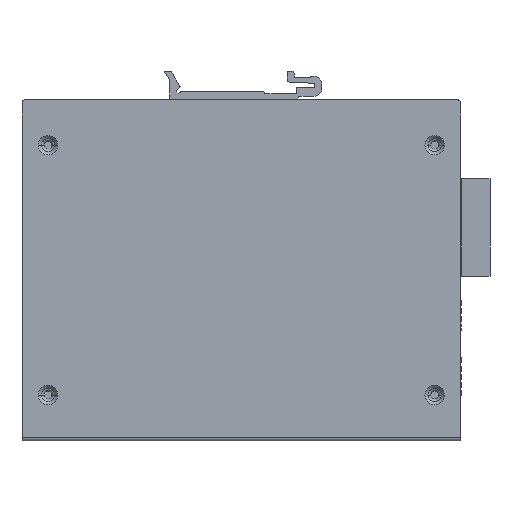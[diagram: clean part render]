
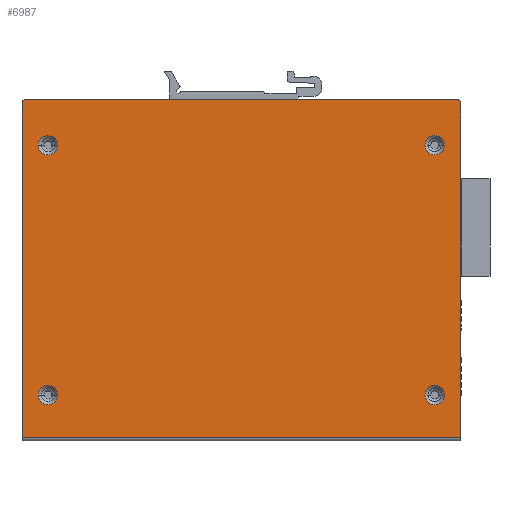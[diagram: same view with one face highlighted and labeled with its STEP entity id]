
A CAD part, front view. The second image highlights one B-rep face of the part: STEP entity #6987.
In plain terms, the highlighted planar face has unit normal (0, -1, 0).
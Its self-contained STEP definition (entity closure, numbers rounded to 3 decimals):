
#5081=DIRECTION('',(-1.,0.,0.));
#5082=VECTOR('',#5081,135.);
#5083=CARTESIAN_POINT('',(66.66,-2.1,-52.7));
#5084=LINE('',#5083,#5082);
#5164=DIRECTION('',(0.,0.,-1.));
#5165=VECTOR('',#5164,103.);
#5166=CARTESIAN_POINT('',(-68.34,-2.1,50.3));
#5167=LINE('',#5166,#5165);
#5168=CARTESIAN_POINT('',(-67.34,-2.1,50.3));
#5169=DIRECTION('',(0.,-1.,0.));
#5170=DIRECTION('',(0.,0.,1.));
#5171=AXIS2_PLACEMENT_3D('',#5168,#5169,#5170);
#5173=DIRECTION('',(-1.,0.,0.));
#5174=VECTOR('',#5173,133.);
#5175=CARTESIAN_POINT('',(65.66,-2.1,51.3));
#5176=LINE('',#5175,#5174);
#5177=CARTESIAN_POINT('',(65.66,-2.1,50.3));
#5178=DIRECTION('',(0.,-1.,0.));
#5179=DIRECTION('',(1.,0.,0.));
#5180=AXIS2_PLACEMENT_3D('',#5177,#5178,#5179);
#5182=CARTESIAN_POINT('',(58.66,-2.1,-39.6));
#5183=DIRECTION('',(0.,1.,0.));
#5184=DIRECTION('',(1.,0.,0.));
#5185=AXIS2_PLACEMENT_3D('',#5182,#5183,#5184);
#5187=CARTESIAN_POINT('',(58.66,-2.1,-39.6));
#5188=DIRECTION('',(0.,1.,0.));
#5189=DIRECTION('',(-1.,0.,0.));
#5190=AXIS2_PLACEMENT_3D('',#5187,#5188,#5189);
#5192=CARTESIAN_POINT('',(-60.34,-2.1,-39.6));
#5193=DIRECTION('',(0.,1.,0.));
#5194=DIRECTION('',(1.,0.,0.));
#5195=AXIS2_PLACEMENT_3D('',#5192,#5193,#5194);
#5197=CARTESIAN_POINT('',(-60.34,-2.1,-39.6));
#5198=DIRECTION('',(0.,1.,0.));
#5199=DIRECTION('',(-1.,0.,0.));
#5200=AXIS2_PLACEMENT_3D('',#5197,#5198,#5199);
#5202=CARTESIAN_POINT('',(58.66,-2.1,37.3));
#5203=DIRECTION('',(0.,1.,0.));
#5204=DIRECTION('',(1.,0.,0.));
#5205=AXIS2_PLACEMENT_3D('',#5202,#5203,#5204);
#5207=CARTESIAN_POINT('',(58.66,-2.1,37.3));
#5208=DIRECTION('',(0.,1.,0.));
#5209=DIRECTION('',(-1.,0.,0.));
#5210=AXIS2_PLACEMENT_3D('',#5207,#5208,#5209);
#5212=CARTESIAN_POINT('',(-60.34,-2.1,37.3));
#5213=DIRECTION('',(0.,1.,0.));
#5214=DIRECTION('',(1.,0.,0.));
#5215=AXIS2_PLACEMENT_3D('',#5212,#5213,#5214);
#5217=CARTESIAN_POINT('',(-60.34,-2.1,37.3));
#5218=DIRECTION('',(0.,1.,0.));
#5219=DIRECTION('',(-1.,0.,0.));
#5220=AXIS2_PLACEMENT_3D('',#5217,#5218,#5219);
#5230=DIRECTION('',(0.,0.,-1.));
#5231=VECTOR('',#5230,103.);
#5232=CARTESIAN_POINT('',(66.66,-2.1,50.3));
#5233=LINE('',#5232,#5231);
#6240=CARTESIAN_POINT('',(66.66,-2.1,-52.7));
#6241=VERTEX_POINT('',#6240);
#6274=CARTESIAN_POINT('',(-68.34,-2.1,-52.7));
#6275=VERTEX_POINT('',#6274);
#6278=CARTESIAN_POINT('',(66.66,-2.1,50.3));
#6279=VERTEX_POINT('',#6278);
#6300=CARTESIAN_POINT('',(61.66,-2.1,-39.6));
#6301=CARTESIAN_POINT('',(55.66,-2.1,-39.6));
#6302=VERTEX_POINT('',#6300);
#6303=VERTEX_POINT('',#6301);
#6304=CARTESIAN_POINT('',(-68.34,-2.1,50.3));
#6305=VERTEX_POINT('',#6304);
#6334=CARTESIAN_POINT('',(-57.34,-2.1,-39.6));
#6335=CARTESIAN_POINT('',(-63.34,-2.1,-39.6));
#6336=VERTEX_POINT('',#6334);
#6337=VERTEX_POINT('',#6335);
#6338=CARTESIAN_POINT('',(65.66,-2.1,51.3));
#6339=VERTEX_POINT('',#6338);
#6340=CARTESIAN_POINT('',(-67.34,-2.1,51.3));
#6341=VERTEX_POINT('',#6340);
#6368=CARTESIAN_POINT('',(61.66,-2.1,37.3));
#6369=CARTESIAN_POINT('',(55.66,-2.1,37.3));
#6370=VERTEX_POINT('',#6368);
#6371=VERTEX_POINT('',#6369);
#6392=CARTESIAN_POINT('',(-57.34,-2.1,37.3));
#6393=CARTESIAN_POINT('',(-63.34,-2.1,37.3));
#6394=VERTEX_POINT('',#6392);
#6395=VERTEX_POINT('',#6393);
#6947=CARTESIAN_POINT('',(-68.34,-2.1,-52.7));
#6948=DIRECTION('',(0.,1.,0.));
#6949=DIRECTION('',(-1.,0.,0.));
#6950=AXIS2_PLACEMENT_3D('',#6947,#6948,#6949);
#6951=PLANE('',#6950);
#6952=ORIENTED_EDGE('',*,*,#6856,.T.);
#6953=ORIENTED_EDGE('',*,*,#6885,.F.);
#6954=ORIENTED_EDGE('',*,*,#6938,.F.);
#6956=ORIENTED_EDGE('',*,*,#6955,.F.);
#6958=ORIENTED_EDGE('',*,*,#6957,.F.);
#6960=ORIENTED_EDGE('',*,*,#6959,.T.);
#6961=EDGE_LOOP('',(#6952,#6953,#6954,#6956,#6958,#6960));
#6962=FACE_OUTER_BOUND('',#6961,.F.);
#6964=ORIENTED_EDGE('',*,*,#6963,.F.);
#6966=ORIENTED_EDGE('',*,*,#6965,.F.);
#6967=EDGE_LOOP('',(#6964,#6966));
#6968=FACE_BOUND('',#6967,.F.);
#6970=ORIENTED_EDGE('',*,*,#6969,.F.);
#6972=ORIENTED_EDGE('',*,*,#6971,.F.);
#6973=EDGE_LOOP('',(#6970,#6972));
#6974=FACE_BOUND('',#6973,.F.);
#6976=ORIENTED_EDGE('',*,*,#6975,.F.);
#6978=ORIENTED_EDGE('',*,*,#6977,.F.);
#6979=EDGE_LOOP('',(#6976,#6978));
#6980=FACE_BOUND('',#6979,.F.);
#6982=ORIENTED_EDGE('',*,*,#6981,.F.);
#6984=ORIENTED_EDGE('',*,*,#6983,.F.);
#6985=EDGE_LOOP('',(#6982,#6984));
#6986=FACE_BOUND('',#6985,.F.);
#6987=ADVANCED_FACE('',(#6962,#6968,#6974,#6980,#6986),#6951,.F.);
#5172=CIRCLE('',#5171,1.);
#5181=CIRCLE('',#5180,1.);
#5186=CIRCLE('',#5185,3.);
#5191=CIRCLE('',#5190,3.);
#5196=CIRCLE('',#5195,3.);
#5201=CIRCLE('',#5200,3.);
#5206=CIRCLE('',#5205,3.);
#5211=CIRCLE('',#5210,3.);
#5216=CIRCLE('',#5215,3.);
#5221=CIRCLE('',#5220,3.);
#6856=EDGE_CURVE('',#6241,#6275,#5084,.T.);
#6885=EDGE_CURVE('',#6305,#6275,#5167,.T.);
#6938=EDGE_CURVE('',#6341,#6305,#5172,.T.);
#6955=EDGE_CURVE('',#6339,#6341,#5176,.T.);
#6957=EDGE_CURVE('',#6279,#6339,#5181,.T.);
#6959=EDGE_CURVE('',#6279,#6241,#5233,.T.);
#6963=EDGE_CURVE('',#6302,#6303,#5186,.T.);
#6965=EDGE_CURVE('',#6303,#6302,#5191,.T.);
#6969=EDGE_CURVE('',#6336,#6337,#5196,.T.);
#6971=EDGE_CURVE('',#6337,#6336,#5201,.T.);
#6975=EDGE_CURVE('',#6370,#6371,#5206,.T.);
#6977=EDGE_CURVE('',#6371,#6370,#5211,.T.);
#6981=EDGE_CURVE('',#6394,#6395,#5216,.T.);
#6983=EDGE_CURVE('',#6395,#6394,#5221,.T.);
